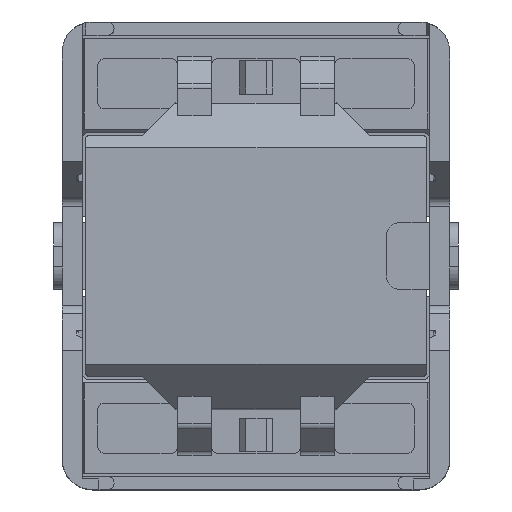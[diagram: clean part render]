
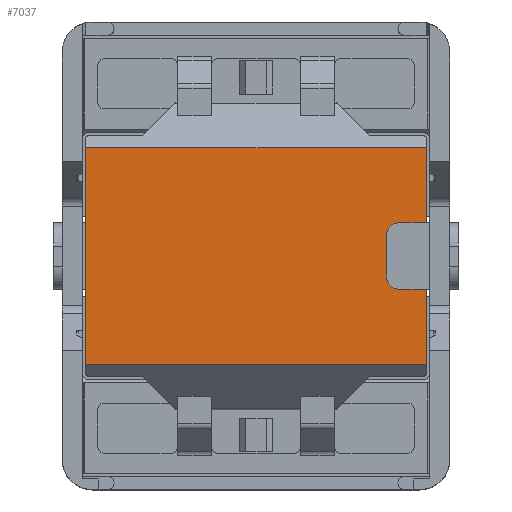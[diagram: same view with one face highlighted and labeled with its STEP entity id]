
A CAD part, top view. The second image highlights one B-rep face of the part: STEP entity #7037.
In plain terms, the highlighted planar face has unit normal (0, 0, 1).
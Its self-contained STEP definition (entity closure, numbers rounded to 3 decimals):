
#196=PLANE('',#7562);
#493=FACE_OUTER_BOUND('',#871,.T.);
#871=EDGE_LOOP('',(#5417,#5418,#5419,#5420,#5421,#5422,#5423,#5424,#5425,
#5426));
#1366=LINE('',#10661,#2170);
#1399=LINE('',#10742,#2203);
#1409=LINE('',#10774,#2213);
#1412=LINE('',#10782,#2216);
#1413=LINE('',#10783,#2217);
#1414=LINE('',#10785,#2218);
#1415=LINE('',#10789,#2219);
#1416=LINE('',#10792,#2220);
#2170=VECTOR('',#8591,10.);
#2203=VECTOR('',#8664,10.);
#2213=VECTOR('',#8692,10.);
#2216=VECTOR('',#8701,10.);
#2217=VECTOR('',#8702,10.);
#2218=VECTOR('',#8703,10.);
#2219=VECTOR('',#8706,10.);
#2220=VECTOR('',#8709,10.);
#2824=CIRCLE('',#7563,2.);
#2825=CIRCLE('',#7564,2.);
#3163=VERTEX_POINT('',#10658);
#3164=VERTEX_POINT('',#10660);
#3192=VERTEX_POINT('',#10741);
#3204=VERTEX_POINT('',#10771);
#3205=VERTEX_POINT('',#10773);
#3207=VERTEX_POINT('',#10781);
#3208=VERTEX_POINT('',#10784);
#3209=VERTEX_POINT('',#10786);
#3210=VERTEX_POINT('',#10788);
#3211=VERTEX_POINT('',#10790);
#3959=EDGE_CURVE('',#3163,#3164,#1366,.T.);
#3999=EDGE_CURVE('',#3192,#3164,#1399,.T.);
#4015=EDGE_CURVE('',#3205,#3204,#1409,.T.);
#4019=EDGE_CURVE('',#3163,#3207,#1412,.T.);
#4020=EDGE_CURVE('',#3205,#3207,#1413,.T.);
#4021=EDGE_CURVE('',#3204,#3208,#1414,.T.);
#4022=EDGE_CURVE('',#3209,#3208,#2824,.T.);
#4023=EDGE_CURVE('',#3209,#3210,#1415,.T.);
#4024=EDGE_CURVE('',#3211,#3210,#2825,.T.);
#4025=EDGE_CURVE('',#3211,#3192,#1416,.T.);
#5417=ORIENTED_EDGE('',*,*,#3959,.F.);
#5418=ORIENTED_EDGE('',*,*,#4019,.T.);
#5419=ORIENTED_EDGE('',*,*,#4020,.F.);
#5420=ORIENTED_EDGE('',*,*,#4015,.T.);
#5421=ORIENTED_EDGE('',*,*,#4021,.T.);
#5422=ORIENTED_EDGE('',*,*,#4022,.F.);
#5423=ORIENTED_EDGE('',*,*,#4023,.T.);
#5424=ORIENTED_EDGE('',*,*,#4024,.F.);
#5425=ORIENTED_EDGE('',*,*,#4025,.T.);
#5426=ORIENTED_EDGE('',*,*,#3999,.T.);
#7037=ADVANCED_FACE('',(#493),#196,.T.);
#7562=AXIS2_PLACEMENT_3D('',#10780,#8699,#8700);
#7563=AXIS2_PLACEMENT_3D('',#10787,#8704,#8705);
#7564=AXIS2_PLACEMENT_3D('',#10791,#8707,#8708);
#8591=DIRECTION('',(1.,0.,0.));
#8664=DIRECTION('',(0.,1.,0.));
#8692=DIRECTION('',(0.,1.,0.));
#8699=DIRECTION('center_axis',(0.,0.,1.));
#8700=DIRECTION('ref_axis',(1.,0.,0.));
#8701=DIRECTION('',(0.,-1.,0.));
#8702=DIRECTION('',(-1.,0.,0.));
#8703=DIRECTION('',(-1.,0.,0.));
#8704=DIRECTION('center_axis',(0.,0.,1.));
#8705=DIRECTION('ref_axis',(-0.707,-0.707,0.));
#8706=DIRECTION('',(0.,1.,0.));
#8707=DIRECTION('center_axis',(0.,0.,1.));
#8708=DIRECTION('ref_axis',(-0.707,0.707,0.));
#8709=DIRECTION('',(1.,0.,0.));
#10658=CARTESIAN_POINT('',(-25.5,16.2,23.));
#10660=CARTESIAN_POINT('',(25.5,16.2,23.));
#10661=CARTESIAN_POINT('',(12.5,16.2,23.));
#10741=CARTESIAN_POINT('',(25.5,5.,23.));
#10742=CARTESIAN_POINT('',(25.5,-8.75,23.));
#10771=CARTESIAN_POINT('',(25.5,-5.,23.));
#10773=CARTESIAN_POINT('',(25.5,-16.2,23.));
#10774=CARTESIAN_POINT('',(25.5,-8.75,23.));
#10780=CARTESIAN_POINT('Origin',(0.,0.,
23.));
#10781=CARTESIAN_POINT('',(-25.5,-16.2,23.));
#10782=CARTESIAN_POINT('',(-25.5,8.75,23.));
#10783=CARTESIAN_POINT('',(-12.5,-16.2,23.));
#10784=CARTESIAN_POINT('',(21.5,-5.,23.));
#10785=CARTESIAN_POINT('',(12.75,-5.,23.));
#10786=CARTESIAN_POINT('',(19.5,-3.,23.));
#10787=CARTESIAN_POINT('Origin',(21.5,-3.,23.));
#10788=CARTESIAN_POINT('',(19.5,3.,23.));
#10789=CARTESIAN_POINT('',(19.5,-2.5,23.));
#10790=CARTESIAN_POINT('',(21.5,5.,23.));
#10791=CARTESIAN_POINT('Origin',(21.5,3.,23.));
#10792=CARTESIAN_POINT('',(9.75,5.,23.));
